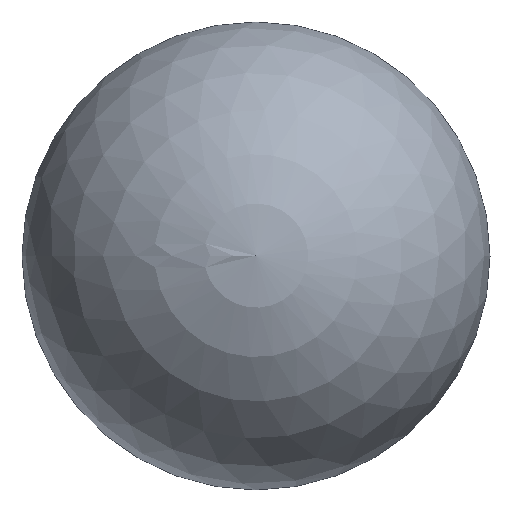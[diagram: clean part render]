
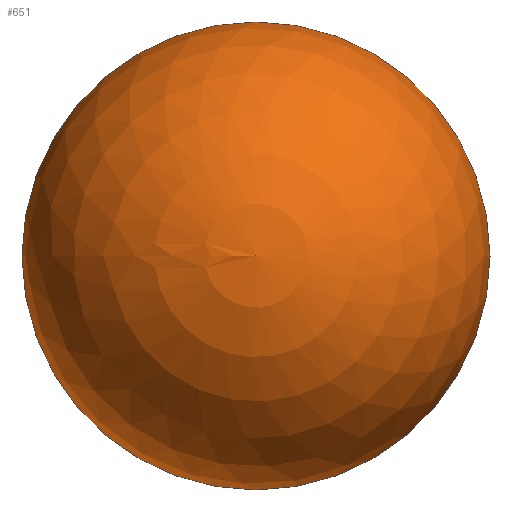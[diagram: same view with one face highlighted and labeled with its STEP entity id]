
A CAD part, top view. The second image highlights one B-rep face of the part: STEP entity #651.
In plain terms, the highlighted spherical face has radius 200 mm.
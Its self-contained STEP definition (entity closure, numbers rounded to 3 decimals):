
#121 = EDGE_CURVE ( 'NONE', #2290, #7416, #6011, .T. ) ;
#651 = ADVANCED_FACE ( 'NONE', ( #4764 ), #1555, .T. ) ;
#1157 = DIRECTION ( 'NONE',  ( 0., 0., 1. ) ) ;
#1346 = AXIS2_PLACEMENT_3D ( 'NONE', #2765, #3418, #4135 ) ;
#1555 = SPHERICAL_SURFACE ( 'NONE', #5321, 200. ) ;
#1793 = CARTESIAN_POINT ( 'NONE',  ( 0., 0., 0. ) ) ;
#1937 = EDGE_LOOP ( 'NONE', ( #3567, #6046 ) ) ;
#2290 = VERTEX_POINT ( 'NONE', #7610 ) ;
#2522 = DIRECTION ( 'NONE',  ( 0., 0., -1. ) ) ;
#2699 = DIRECTION ( 'NONE',  ( -1., 0., 0. ) ) ;
#2765 = CARTESIAN_POINT ( 'NONE',  ( 0., 0., 0. ) ) ;
#3418 = DIRECTION ( 'NONE',  ( 0., 0., 1. ) ) ;
#3567 = ORIENTED_EDGE ( 'NONE', *, *, #7983, .F. ) ;
#4135 = DIRECTION ( 'NONE',  ( 1., 0., 0. ) ) ;
#4764 = FACE_OUTER_BOUND ( 'NONE', #1937, .T. ) ;
#5321 = AXIS2_PLACEMENT_3D ( 'NONE', #6155, #1157, #2699 ) ;
#6011 = CIRCLE ( 'NONE', #1346, 200. ) ;
#6046 = ORIENTED_EDGE ( 'NONE', *, *, #121, .T. ) ;
#6155 = CARTESIAN_POINT ( 'NONE',  ( 0., 0., 0. ) ) ;
#7137 = AXIS2_PLACEMENT_3D ( 'NONE', #1793, #2522, #7462 ) ;
#7416 = VERTEX_POINT ( 'NONE', #7423 ) ;
#7423 = CARTESIAN_POINT ( 'NONE',  ( 0., 200., 0. ) ) ;
#7462 = DIRECTION ( 'NONE',  ( -1., 0., 0. ) ) ;
#7610 = CARTESIAN_POINT ( 'NONE',  ( 0., -200., 0. ) ) ;
#7983 = EDGE_CURVE ( 'NONE', #2290, #7416, #8924, .T. ) ;
#8924 = CIRCLE ( 'NONE', #7137, 200. ) ;
